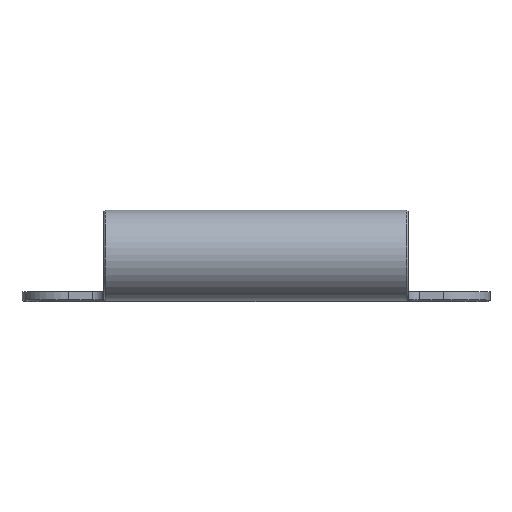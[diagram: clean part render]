
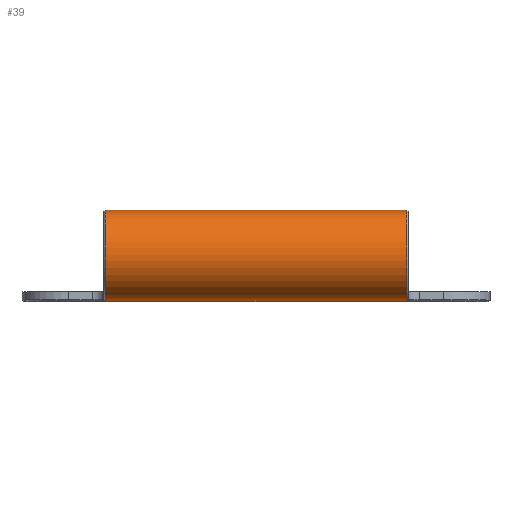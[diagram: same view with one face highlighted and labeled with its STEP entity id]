
A CAD part, top view. The second image highlights one B-rep face of the part: STEP entity #39.
In plain terms, the highlighted free-form (B-spline) face has degree [2, 1] with [9, 2] control points.
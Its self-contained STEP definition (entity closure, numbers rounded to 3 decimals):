
#39=ADVANCED_FACE('',(#111),#981,.T.);
#111=FACE_OUTER_BOUND('',#183,.T.);
#183=EDGE_LOOP('',(#378,#379,#380,#381,#382,#383));
#378=ORIENTED_EDGE('',*,*,#622,.F.);
#379=ORIENTED_EDGE('',*,*,#678,.T.);
#380=ORIENTED_EDGE('',*,*,#651,.F.);
#381=ORIENTED_EDGE('',*,*,#620,.F.);
#382=ORIENTED_EDGE('',*,*,#648,.T.);
#383=ORIENTED_EDGE('',*,*,#683,.F.);
#620=EDGE_CURVE('',#932,#933,#819,.T.);
#622=EDGE_CURVE('',#937,#934,#739,.T.);
#648=EDGE_CURVE('',#932,#935,#748,.T.);
#651=EDGE_CURVE('',#933,#936,#750,.T.);
#678=EDGE_CURVE('',#937,#936,#858,.T.);
#683=EDGE_CURVE('',#934,#935,#863,.T.);
#739=(
BOUNDED_CURVE()
B_SPLINE_CURVE(1,(#1793,#1794,#1795,#1796,#1797,#1798),.UNSPECIFIED.,.F.,
 .F.)
B_SPLINE_CURVE_WITH_KNOTS((2,1,1,1,1,2),(-0.538,0.,
1.536,24.464,26.,26.538),.UNSPECIFIED.)
CURVE()
GEOMETRIC_REPRESENTATION_ITEM()
RATIONAL_B_SPLINE_CURVE((1.,1.,1.,1.,1.,1.))
REPRESENTATION_ITEM('')
);
#748=(
BOUNDED_CURVE()
B_SPLINE_CURVE(2,(#1857,#1858,#1859,#1860,#1861),.UNSPECIFIED.,.F.,.F.)
B_SPLINE_CURVE_WITH_KNOTS((3,2,3),(0.,5.665,11.33),
 .UNSPECIFIED.)
CURVE()
GEOMETRIC_REPRESENTATION_ITEM()
RATIONAL_B_SPLINE_CURVE((1.,0.734,1.,0.734,1.))
REPRESENTATION_ITEM('')
);
#750=(
BOUNDED_CURVE()
B_SPLINE_CURVE(2,(#1869,#1870,#1871,#1872,#1873),.UNSPECIFIED.,.F.,.F.)
B_SPLINE_CURVE_WITH_KNOTS((3,2,3),(0.,5.665,11.33),
 .UNSPECIFIED.)
CURVE()
GEOMETRIC_REPRESENTATION_ITEM()
RATIONAL_B_SPLINE_CURVE((1.,0.734,1.,0.734,1.))
REPRESENTATION_ITEM('')
);
#819=B_SPLINE_CURVE_WITH_KNOTS('',1,(#1789,#1790),.UNSPECIFIED.,.F.,.F.,
(2,2),(0.1,25.9),.UNSPECIFIED.);
#858=B_SPLINE_CURVE_WITH_KNOTS('',3,(#1946,#1947,#1948,#1949,#1950),
 .UNSPECIFIED.,.F.,.F.,(4,1,4),(0.476,1.116,1.739),
 .UNSPECIFIED.);
#863=B_SPLINE_CURVE_WITH_KNOTS('',3,(#1970,#1971,#1972,#1973,#1974),
 .UNSPECIFIED.,.F.,.F.,(4,1,4),(0.476,1.116,1.739),
 .UNSPECIFIED.);
#932=VERTEX_POINT('',#1502);
#933=VERTEX_POINT('',#1503);
#934=VERTEX_POINT('',#1504);
#935=VERTEX_POINT('',#1505);
#936=VERTEX_POINT('',#1506);
#937=VERTEX_POINT('',#1507);
#981=(
BOUNDED_SURFACE()
B_SPLINE_SURFACE(2,1,((#1221,#1222),(#1223,#1224),(#1225,#1226),(#1227,
#1228),(#1229,#1230),(#1231,#1232),(#1233,#1234),(#1235,#1236),(#1237,#1238)),
 .UNSPECIFIED.,.F.,.F.,.F.)
B_SPLINE_SURFACE_WITH_KNOTS((3,2,2,2,3),(2,2),(171.097,174.264,
177.431,180.597,183.764),(-1.,
27.),.UNSPECIFIED.)
GEOMETRIC_REPRESENTATION_ITEM()
RATIONAL_B_SPLINE_SURFACE(((1.,1.),(0.918,0.918),
(1.,1.),(0.918,0.918),(1.,1.),(0.918,
0.918),(1.,1.),(0.918,0.918),(1.,1.)))
REPRESENTATION_ITEM('')
SURFACE()
);
#1221=CARTESIAN_POINT('',(-14.,8.51,19.67));
#1222=CARTESIAN_POINT('',(14.,8.51,19.67));
#1223=CARTESIAN_POINT('',(-14.,8.698,21.336));
#1224=CARTESIAN_POINT('',(14.,8.698,21.336));
#1225=CARTESIAN_POINT('',(-14.,7.617,22.618));
#1226=CARTESIAN_POINT('',(14.,7.617,22.618));
#1227=CARTESIAN_POINT('',(-14.,6.536,23.899));
#1228=CARTESIAN_POINT('',(14.,6.536,23.899));
#1229=CARTESIAN_POINT('',(-14.,4.862,23.994));
#1230=CARTESIAN_POINT('',(14.,4.862,23.994));
#1231=CARTESIAN_POINT('',(-14.,3.187,24.088));
#1232=CARTESIAN_POINT('',(14.,3.187,24.088));
#1233=CARTESIAN_POINT('',(-14.,1.969,22.936));
#1234=CARTESIAN_POINT('',(14.,1.969,22.936));
#1235=CARTESIAN_POINT('',(-14.,0.75,21.785));
#1236=CARTESIAN_POINT('',(14.,0.75,21.785));
#1237=CARTESIAN_POINT('',(-14.,0.75,20.108));
#1238=CARTESIAN_POINT('',(14.,0.75,20.108));
#1502=CARTESIAN_POINT('',(-12.9,8.51,19.67));
#1503=CARTESIAN_POINT('',(12.9,8.51,19.67));
#1504=CARTESIAN_POINT('',(-13.538,0.75,20.108));
#1505=CARTESIAN_POINT('',(-12.9,0.888,21.134));
#1506=CARTESIAN_POINT('',(12.9,0.888,21.134));
#1507=CARTESIAN_POINT('',(13.538,0.75,20.108));
#1789=CARTESIAN_POINT('',(-12.9,8.51,19.67));
#1790=CARTESIAN_POINT('',(12.9,8.51,19.67));
#1793=CARTESIAN_POINT('',(13.538,0.75,20.108));
#1794=CARTESIAN_POINT('',(13.,0.75,20.108));
#1795=CARTESIAN_POINT('',(11.464,0.75,20.108));
#1796=CARTESIAN_POINT('',(-11.464,0.75,20.108));
#1797=CARTESIAN_POINT('',(-13.,0.75,20.108));
#1798=CARTESIAN_POINT('',(-13.538,0.75,20.108));
#1857=CARTESIAN_POINT('',(-12.9,8.51,19.67));
#1858=CARTESIAN_POINT('',(-12.9,8.915,23.25));
#1859=CARTESIAN_POINT('',(-12.9,5.376,23.93));
#1860=CARTESIAN_POINT('',(-12.9,1.838,24.61));
#1861=CARTESIAN_POINT('',(-12.9,0.888,21.134));
#1869=CARTESIAN_POINT('',(12.9,8.51,19.67));
#1870=CARTESIAN_POINT('',(12.9,8.915,23.25));
#1871=CARTESIAN_POINT('',(12.9,5.376,23.93));
#1872=CARTESIAN_POINT('',(12.9,1.838,24.61));
#1873=CARTESIAN_POINT('',(12.9,0.888,21.134));
#1946=CARTESIAN_POINT('',(13.538,0.75,20.108));
#1947=CARTESIAN_POINT('',(13.345,0.75,20.199));
#1948=CARTESIAN_POINT('',(13.016,0.756,20.5));
#1949=CARTESIAN_POINT('',(12.899,0.831,20.928));
#1950=CARTESIAN_POINT('',(12.9,0.888,21.134));
#1970=CARTESIAN_POINT('',(-13.538,0.75,20.108));
#1971=CARTESIAN_POINT('',(-13.345,0.75,20.199));
#1972=CARTESIAN_POINT('',(-13.016,0.756,20.5));
#1973=CARTESIAN_POINT('',(-12.899,0.831,20.928));
#1974=CARTESIAN_POINT('',(-12.9,0.888,21.134));
